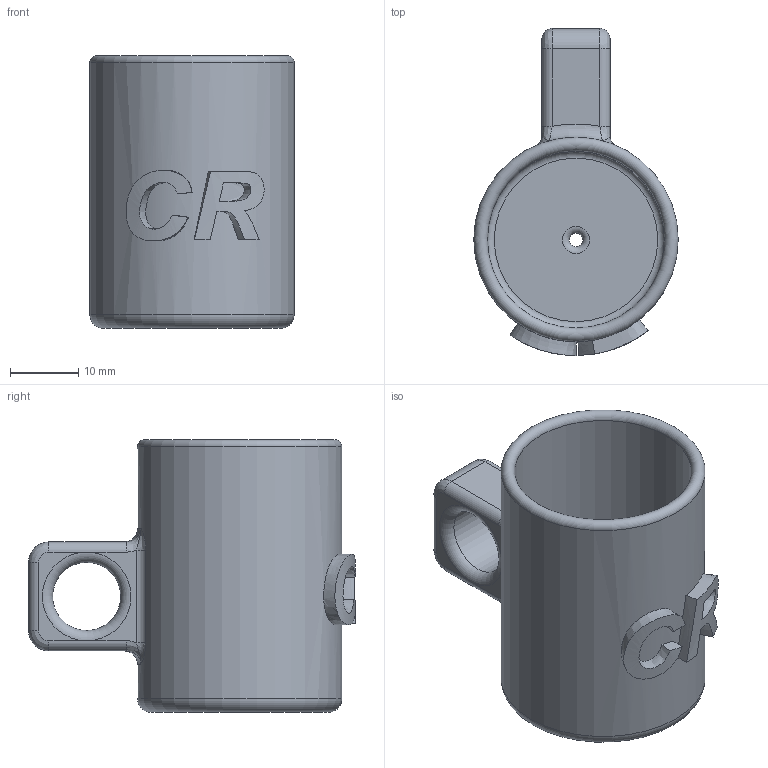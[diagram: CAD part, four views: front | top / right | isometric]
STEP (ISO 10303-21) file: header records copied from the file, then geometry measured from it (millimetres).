
FILE_DESCRIPTION(/* description */ (''),/* implementation_level */ '2;1');
FILE_NAME(/* name */ 'cr1mug.step',/* time_stamp */ '2024-06-04T20:40:45+02:00',/* author */ (''),/* organization */ (''),/* preprocessor_version */ 'ST-DEVELOPER v20',/* originating_system */ 'Autodesk Translation Framework v13.14.0.145',/* authorisation */ '');
FILE_SCHEMA (('AUTOMOTIVE_DESIGN { 1 0 10303 214 3 1 1 }'));
Length unit declared in the file: millimetre
Products named in the file (1): CR
Bounding box: 30 x 48 x 40 mm (x, y, z)
Volume: 9918.3 mm3; surface area: 9188.5 mm2
Topology: 1 solids, 1 shells, 58 faces, 140 edges, 82 vertices
Faces by surface type: bspline 25, cylinder 16, plane 9, torus 8
Full cylindrical faces by diameter (mm): 10 x1, 26 x1, 30 x1
Entity records: 2868 total; most frequent: CARTESIAN_POINT 1621, ORIENTED_EDGE 272, DIRECTION 216, EDGE_CURVE 136, AXIS2_PLACEMENT_3D 88, VERTEX_POINT 82, EDGE_LOOP 64, FACE_OUTER_BOUND 58
